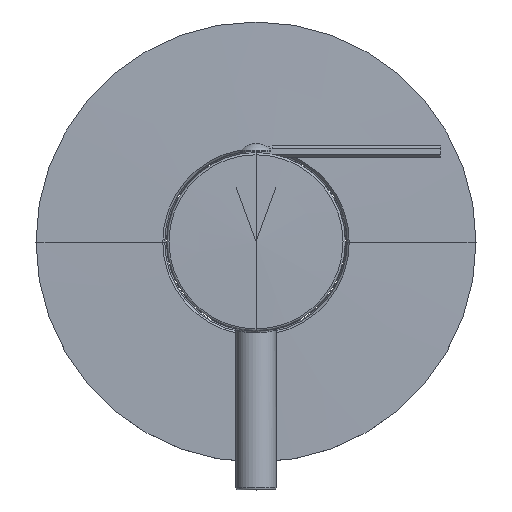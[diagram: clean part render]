
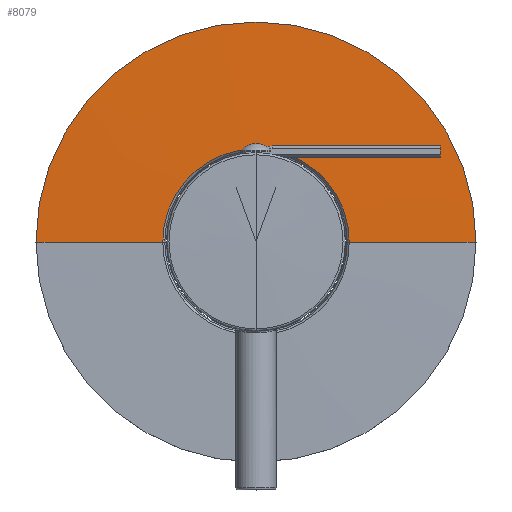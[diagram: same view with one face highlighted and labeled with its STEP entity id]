
A CAD part, top view. The second image highlights one B-rep face of the part: STEP entity #8079.
In plain terms, the highlighted conical face has half-angle 89 degrees and reference radius 39.154 mm.
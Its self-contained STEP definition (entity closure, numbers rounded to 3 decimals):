
#7598=DIRECTION('',(1.,0.017,0.));
#7599=VECTOR('',#7598,31.696);
#7600=CARTESIAN_POINT('',(-55.,8.5,0.));
#7601=LINE('',#7600,#7599);
#7613=DIRECTION('',(-1.,0.017,0.));
#7614=VECTOR('',#7613,31.696);
#7615=CARTESIAN_POINT('',(55.,8.5,0.));
#7616=LINE('',#7615,#7614);
#7664=CARTESIAN_POINT('',(0.,9.053,0.));
#7665=DIRECTION('',(0.,1.,0.));
#7666=DIRECTION('',(-1.,0.,0.));
#7667=AXIS2_PLACEMENT_3D('',#7664,#7665,#7666);
#7672=CARTESIAN_POINT('',(0.,8.5,0.));
#7673=DIRECTION('',(0.,-1.,0.));
#7674=DIRECTION('',(1.,0.,0.));
#7675=AXIS2_PLACEMENT_3D('',#7672,#7673,#7674);
#7911=CARTESIAN_POINT('',(55.,8.5,0.));
#7913=VERTEX_POINT('',#7911);
#7927=CARTESIAN_POINT('',(-55.,8.5,0.));
#7929=VERTEX_POINT('',#7927);
#7954=CARTESIAN_POINT('',(-23.309,9.053,
0.));
#7955=CARTESIAN_POINT('',(23.309,9.053,0.));
#7956=VERTEX_POINT('',#7954);
#7957=VERTEX_POINT('',#7955);
#8068=CARTESIAN_POINT('',(0.,8.777,0.));
#8069=DIRECTION('',(0.,-1.,0.));
#8070=DIRECTION('',(-1.,0.,0.));
#8071=AXIS2_PLACEMENT_3D('',#8068,#8069,#8070);
#8072=CONICAL_SURFACE('',#8071,39.154,89.);
#8073=ORIENTED_EDGE('',*,*,#8062,.T.);
#8074=ORIENTED_EDGE('',*,*,#8006,.F.);
#8075=ORIENTED_EDGE('',*,*,#7977,.T.);
#8076=ORIENTED_EDGE('',*,*,#8003,.T.);
#8077=EDGE_LOOP('',(#8073,#8074,#8075,#8076));
#8078=FACE_OUTER_BOUND('',#8077,.F.);
#8079=ADVANCED_FACE('',(#8078),#8072,.T.);
#7668=CIRCLE('',#7667,23.309);
#7676=CIRCLE('',#7675,55.);
#7977=EDGE_CURVE('',#7913,#7929,#7676,.T.);
#8003=EDGE_CURVE('',#7929,#7956,#7601,.T.);
#8006=EDGE_CURVE('',#7913,#7957,#7616,.T.);
#8062=EDGE_CURVE('',#7956,#7957,#7668,.T.);
